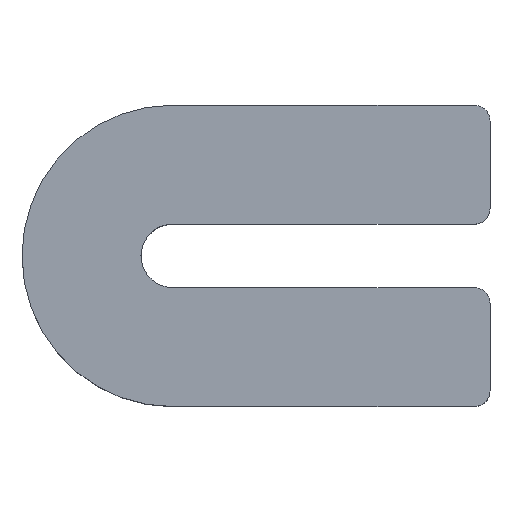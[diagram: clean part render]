
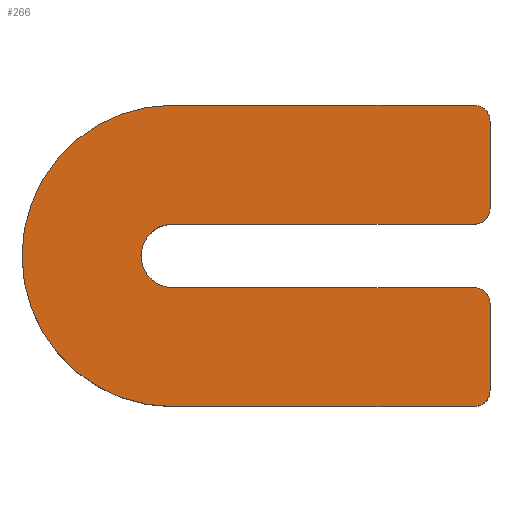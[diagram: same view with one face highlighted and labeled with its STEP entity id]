
A CAD part, top view. The second image highlights one B-rep face of the part: STEP entity #266.
In plain terms, the highlighted planar face has unit normal (0, 0, 1).
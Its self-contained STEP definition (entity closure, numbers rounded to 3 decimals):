
#26=PLANE('',#307);
#40=FACE_OUTER_BOUND('',#54,.T.);
#54=EDGE_LOOP('',(#235,#236,#237,#238,#239,#240,#241,#242,#243,#244,#245,
#246));
#59=LINE('',#407,#83);
#67=LINE('',#435,#91);
#71=LINE('',#445,#95);
#75=LINE('',#457,#99);
#76=LINE('',#460,#100);
#78=LINE('',#465,#102);
#83=VECTOR('',#325,10.);
#91=VECTOR('',#351,10.);
#95=VECTOR('',#361,10.);
#99=VECTOR('',#375,10.);
#100=VECTOR('',#378,10.);
#102=VECTOR('',#386,10.);
#103=CIRCLE('',#283,2.);
#110=CIRCLE('',#293,2.);
#111=CIRCLE('',#296,2.);
#112=CIRCLE('',#299,2.);
#113=CIRCLE('',#301,19.);
#114=CIRCLE('',#305,4.);
#115=VERTEX_POINT('',#394);
#116=VERTEX_POINT('',#395);
#120=VERTEX_POINT('',#405);
#130=VERTEX_POINT('',#429);
#131=VERTEX_POINT('',#433);
#132=VERTEX_POINT('',#437);
#133=VERTEX_POINT('',#438);
#134=VERTEX_POINT('',#443);
#135=VERTEX_POINT('',#447);
#136=VERTEX_POINT('',#451);
#137=VERTEX_POINT('',#453);
#138=VERTEX_POINT('',#459);
#139=EDGE_CURVE('',#115,#116,#103,.T.);
#145=EDGE_CURVE('',#115,#120,#59,.T.);
#156=EDGE_CURVE('',#130,#120,#110,.T.);
#159=EDGE_CURVE('',#130,#131,#67,.T.);
#160=EDGE_CURVE('',#132,#133,#111,.T.);
#164=EDGE_CURVE('',#132,#134,#71,.T.);
#165=EDGE_CURVE('',#135,#134,#112,.T.);
#168=EDGE_CURVE('',#137,#136,#113,.T.);
#170=EDGE_CURVE('',#135,#137,#75,.T.);
#171=EDGE_CURVE('',#138,#133,#76,.T.);
#173=EDGE_CURVE('',#131,#138,#114,.T.);
#174=EDGE_CURVE('',#136,#116,#78,.T.);
#235=ORIENTED_EDGE('',*,*,#139,.F.);
#236=ORIENTED_EDGE('',*,*,#145,.T.);
#237=ORIENTED_EDGE('',*,*,#156,.F.);
#238=ORIENTED_EDGE('',*,*,#159,.T.);
#239=ORIENTED_EDGE('',*,*,#173,.T.);
#240=ORIENTED_EDGE('',*,*,#171,.T.);
#241=ORIENTED_EDGE('',*,*,#160,.F.);
#242=ORIENTED_EDGE('',*,*,#164,.T.);
#243=ORIENTED_EDGE('',*,*,#165,.F.);
#244=ORIENTED_EDGE('',*,*,#170,.T.);
#245=ORIENTED_EDGE('',*,*,#168,.T.);
#246=ORIENTED_EDGE('',*,*,#174,.T.);
#266=ADVANCED_FACE('',(#40),#26,.F.);
#283=AXIS2_PLACEMENT_3D('',#396,#315,#316);
#293=AXIS2_PLACEMENT_3D('',#430,#345,#346);
#296=AXIS2_PLACEMENT_3D('',#439,#354,#355);
#299=AXIS2_PLACEMENT_3D('',#448,#364,#365);
#301=AXIS2_PLACEMENT_3D('',#454,#370,#371);
#305=AXIS2_PLACEMENT_3D('',#463,#382,#383);
#307=AXIS2_PLACEMENT_3D('',#466,#387,#388);
#315=DIRECTION('center_axis',(0.,0.,
-1.));
#316=DIRECTION('ref_axis',(0.707,-0.707,0.));
#325=DIRECTION('',(0.,1.,0.));
#345=DIRECTION('center_axis',(0.,0.,
-1.));
#346=DIRECTION('ref_axis',(0.707,0.707,0.));
#351=DIRECTION('',(-1.,0.,0.));
#354=DIRECTION('center_axis',(0.,0.,
-1.));
#355=DIRECTION('ref_axis',(0.707,-0.707,0.));
#361=DIRECTION('',(0.,1.,0.));
#364=DIRECTION('center_axis',(0.,0.,
-1.));
#365=DIRECTION('ref_axis',(0.707,0.707,0.));
#370=DIRECTION('center_axis',(0.,0.,
1.));
#371=DIRECTION('ref_axis',(0.,-1.,0.));
#375=DIRECTION('',(-1.,0.,0.));
#378=DIRECTION('',(1.,0.,0.));
#382=DIRECTION('center_axis',(0.,0.,
-1.));
#383=DIRECTION('ref_axis',(-1.,0.,0.));
#386=DIRECTION('',(1.,0.,0.));
#387=DIRECTION('center_axis',(0.,0.,
-1.));
#388=DIRECTION('ref_axis',(1.,0.,0.));
#394=CARTESIAN_POINT('',(40.,-17.,-26.));
#395=CARTESIAN_POINT('',(38.,-19.,-26.));
#396=CARTESIAN_POINT('Origin',(38.,-17.,-26.));
#405=CARTESIAN_POINT('',(40.,-6.,-26.));
#407=CARTESIAN_POINT('',(40.,-19.,-26.));
#429=CARTESIAN_POINT('',(38.,-4.,-26.));
#430=CARTESIAN_POINT('Origin',(38.,-6.,-26.));
#433=CARTESIAN_POINT('',(0.,-4.,-26.));
#435=CARTESIAN_POINT('',(0.,-4.,-26.));
#437=CARTESIAN_POINT('',(40.,6.,-26.));
#438=CARTESIAN_POINT('',(38.,4.,-26.));
#439=CARTESIAN_POINT('Origin',(38.,6.,-26.));
#443=CARTESIAN_POINT('',(40.,17.,-26.));
#445=CARTESIAN_POINT('',(40.,19.,-26.));
#447=CARTESIAN_POINT('',(38.,19.,-26.));
#448=CARTESIAN_POINT('Origin',(38.,17.,-26.));
#451=CARTESIAN_POINT('',(0.,-19.,-26.));
#453=CARTESIAN_POINT('',(0.,19.,-26.));
#454=CARTESIAN_POINT('Origin',(0.,0.,
-26.));
#457=CARTESIAN_POINT('',(0.,19.,-26.));
#459=CARTESIAN_POINT('',(0.,4.,-26.));
#460=CARTESIAN_POINT('',(0.,4.,-26.));
#463=CARTESIAN_POINT('Origin',(0.,0.,
-26.));
#465=CARTESIAN_POINT('',(0.,-19.,-26.));
#466=CARTESIAN_POINT('Origin',(10.5,0.,-26.));
